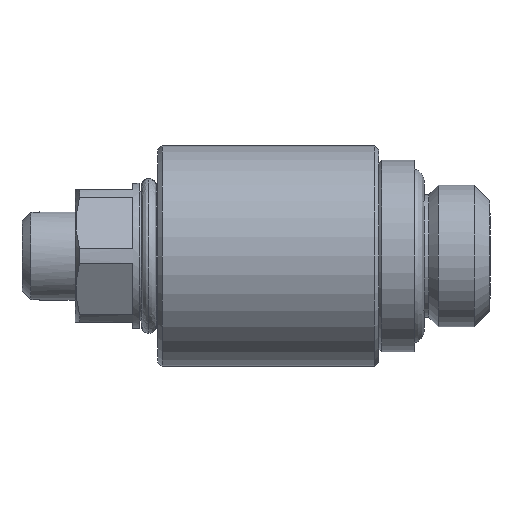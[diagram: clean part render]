
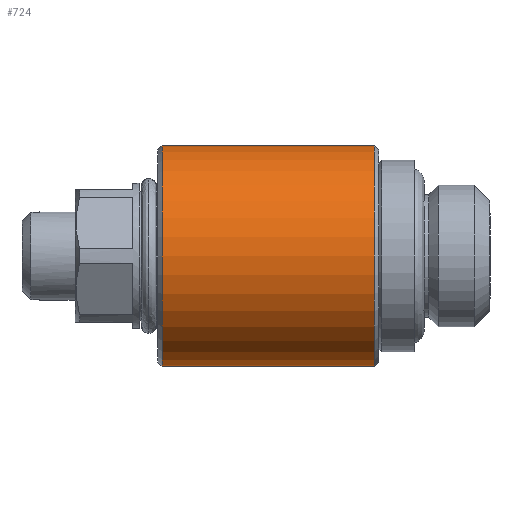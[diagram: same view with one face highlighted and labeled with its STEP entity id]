
A CAD part, left-side view. The second image highlights one B-rep face of the part: STEP entity #724.
In plain terms, the highlighted cylindrical face has radius 7.5 mm (diameter 15 mm), a full revolution.
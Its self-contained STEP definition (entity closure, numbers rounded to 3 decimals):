
#724 = ADVANCED_FACE( 'NONE', ( #1497, #1498, #1499 ), #1500, .T. );
#1497 = FACE_OUTER_BOUND( '', #4343, .T. );
#1498 = FACE_OUTER_BOUND( '', #4344, .T. );
#1499 = FACE_BOUND( '', #4345, .T. );
#1500 = CYLINDRICAL_SURFACE( '', #4346, 7.5 );
#4343 = EDGE_LOOP( '', ( #6493 ) );
#4344 = EDGE_LOOP( '', ( #6494 ) );
#4345 = EDGE_LOOP( '', ( #6495, #6496 ) );
#4346 = AXIS2_PLACEMENT_3D( '', #6497, #6498, #6499 );
#6493 = ORIENTED_EDGE( '', *, *, #6957, .T. );
#6494 = ORIENTED_EDGE( '', *, *, #7128, .T. );
#6495 = ORIENTED_EDGE( '', *, *, #7400, .T. );
#6496 = ORIENTED_EDGE( '', *, *, #7372, .T. );
#6497 = CARTESIAN_POINT( '', ( 0., 5.519, 0. ) );
#6498 = DIRECTION( '', ( 0., -1., 0. ) );
#6499 = DIRECTION( '', ( 0., 0., -1. ) );
#6957 = EDGE_CURVE( 'NONE', #7939, #7939, #7940, .T. );
#7128 = EDGE_CURVE( 'NONE', #8215, #8215, #8216, .T. );
#7372 = EDGE_CURVE( 'NONE', #8512, #8514, #8516, .T. );
#7400 = EDGE_CURVE( 'NONE', #8514, #8512, #8544, .T. );
#7939 = VERTEX_POINT( '', #10084 );
#7940 = CIRCLE( '', #10085, 7.5 );
#8215 = VERTEX_POINT( '', #11291 );
#8216 = CIRCLE( '', #11292, 7.5 );
#8512 = VERTEX_POINT( 'NONE', #12172 );
#8514 = VERTEX_POINT( 'NONE', #12174 );
#8516 = B_SPLINE_CURVE_WITH_KNOTS( '', 3, ( #12176, #12177, #12178, #12179, #12180, #12181, #12182, #12183, #12184, #12185, #12186, #12187, #12188, #12189, #12190, #12191, #12192, #12193, #12194, #12195, #12196, #12197, #12198, #12199, #12200, #12201, #12202, #12203 ), .UNSPECIFIED., .F., .F., ( 4, 1, 1, 1, 1, 1, 1, 1, 1, 1, 1, 1, 1, 1, 1, 1, 1, 1, 1, 1, 1, 1, 1, 1, 1, 4 ), ( 0., 0.013, 0.026, 0.039, 0.051, 0.062, 0.093, 0.125, 0.185, 0.25, 0.312, 0.375, 0.439, 0.5, 0.562, 0.625, 0.686, 0.75, 0.812, 0.875, 0.907, 0.937, 0.953, 0.969, 0.982, 1. ), .UNSPECIFIED. );
#8544 = B_SPLINE_CURVE_WITH_KNOTS( '', 3, ( #12251, #12252, #12253, #12254, #12255, #12256, #12257, #12258, #12259, #12260, #12261, #12262, #12263, #12264, #12265, #12266, #12267, #12268, #12269, #12270, #12271, #12272, #12273, #12274, #12275, #12276, #12277, #12278 ), .UNSPECIFIED., .F., .F., ( 4, 1, 1, 1, 1, 1, 1, 1, 1, 1, 1, 1, 1, 1, 1, 1, 1, 1, 1, 1, 1, 1, 1, 1, 1, 4 ), ( 0., 0.013, 0.026, 0.039, 0.051, 0.062, 0.093, 0.125, 0.185, 0.25, 0.312, 0.375, 0.439, 0.5, 0.562, 0.625, 0.686, 0.75, 0.812, 0.875, 0.907, 0.937, 0.953, 0.969, 0.982, 1. ), .UNSPECIFIED. );
#10084 = CARTESIAN_POINT( '', ( 0., 22.6, -7.5 ) );
#10085 = AXIS2_PLACEMENT_3D( '', #12613, #12614, #12615 );
#11291 = CARTESIAN_POINT( '', ( 0., 8.2, -7.5 ) );
#11292 = AXIS2_PLACEMENT_3D( '', #12738, #12739, #12740 );
#12172 = CARTESIAN_POINT( '', ( 5.165, 16.548, -5.438 ) );
#12174 = CARTESIAN_POINT( '', ( 5.165, 14.249, 5.438 ) );
#12176 = CARTESIAN_POINT( '', ( 5.165, 16.548, -5.438 ) );
#12177 = CARTESIAN_POINT( '', ( 5.15, 16.469, -5.452 ) );
#12178 = CARTESIAN_POINT( '', ( 5.12, 16.314, -5.48 ) );
#12179 = CARTESIAN_POINT( '', ( 5.086, 16.081, -5.512 ) );
#12180 = CARTESIAN_POINT( '', ( 5.062, 15.853, -5.535 ) );
#12181 = CARTESIAN_POINT( '', ( 5.046, 15.63, -5.548 ) );
#12182 = CARTESIAN_POINT( '', ( 5.038, 15.293, -5.556 ) );
#12183 = CARTESIAN_POINT( '', ( 5.062, 14.835, -5.534 ) );
#12184 = CARTESIAN_POINT( '', ( 5.18, 14.097, -5.426 ) );
#12185 = CARTESIAN_POINT( '', ( 5.451, 13.201, -5.162 ) );
#12186 = CARTESIAN_POINT( '', ( 5.889, 12.248, -4.665 ) );
#12187 = CARTESIAN_POINT( '', ( 6.361, 11.399, -4.004 ) );
#12188 = CARTESIAN_POINT( '', ( 6.812, 10.692, -3.19 ) );
#12189 = CARTESIAN_POINT( '', ( 7.185, 10.14, -2.237 ) );
#12190 = CARTESIAN_POINT( '', ( 7.439, 9.785, -1.158 ) );
#12191 = CARTESIAN_POINT( '', ( 7.53, 9.658, -0.01 ) );
#12192 = CARTESIAN_POINT( '', ( 7.442, 9.781, 1.139 ) );
#12193 = CARTESIAN_POINT( '', ( 7.191, 10.133, 2.22 ) );
#12194 = CARTESIAN_POINT( '', ( 6.819, 10.681, 3.175 ) );
#12195 = CARTESIAN_POINT( '', ( 6.369, 11.386, 3.992 ) );
#12196 = CARTESIAN_POINT( '', ( 5.979, 12.086, 4.54 ) );
#12197 = CARTESIAN_POINT( '', ( 5.682, 12.699, 4.899 ) );
#12198 = CARTESIAN_POINT( '', ( 5.51, 13.108, 5.09 ) );
#12199 = CARTESIAN_POINT( '', ( 5.388, 13.444, 5.218 ) );
#12200 = CARTESIAN_POINT( '', ( 5.306, 13.695, 5.301 ) );
#12201 = CARTESIAN_POINT( '', ( 5.232, 13.964, 5.374 ) );
#12202 = CARTESIAN_POINT( '', ( 5.189, 14.147, 5.415 ) );
#12203 = CARTESIAN_POINT( '', ( 5.165, 14.249, 5.438 ) );
#12251 = CARTESIAN_POINT( '', ( 5.165, 14.249, 5.438 ) );
#12252 = CARTESIAN_POINT( '', ( 5.15, 14.328, 5.452 ) );
#12253 = CARTESIAN_POINT( '', ( 5.121, 14.484, 5.48 ) );
#12254 = CARTESIAN_POINT( '', ( 5.087, 14.717, 5.511 ) );
#12255 = CARTESIAN_POINT( '', ( 5.062, 14.945, 5.534 ) );
#12256 = CARTESIAN_POINT( '', ( 5.046, 15.168, 5.548 ) );
#12257 = CARTESIAN_POINT( '', ( 5.038, 15.505, 5.556 ) );
#12258 = CARTESIAN_POINT( '', ( 5.062, 15.963, 5.534 ) );
#12259 = CARTESIAN_POINT( '', ( 5.179, 16.701, 5.426 ) );
#12260 = CARTESIAN_POINT( '', ( 5.45, 17.597, 5.162 ) );
#12261 = CARTESIAN_POINT( '', ( 5.888, 18.551, 4.666 ) );
#12262 = CARTESIAN_POINT( '', ( 6.361, 19.4, 4.005 ) );
#12263 = CARTESIAN_POINT( '', ( 6.811, 20.108, 3.19 ) );
#12264 = CARTESIAN_POINT( '', ( 7.185, 20.66, 2.237 ) );
#12265 = CARTESIAN_POINT( '', ( 7.439, 21.015, 1.158 ) );
#12266 = CARTESIAN_POINT( '', ( 7.53, 21.142, 0.009 ) );
#12267 = CARTESIAN_POINT( '', ( 7.442, 21.019, -1.139 ) );
#12268 = CARTESIAN_POINT( '', ( 7.19, 20.667, -2.221 ) );
#12269 = CARTESIAN_POINT( '', ( 6.818, 20.118, -3.176 ) );
#12270 = CARTESIAN_POINT( '', ( 6.369, 19.413, -3.993 ) );
#12271 = CARTESIAN_POINT( '', ( 5.978, 18.713, -4.541 ) );
#12272 = CARTESIAN_POINT( '', ( 5.681, 18.099, -4.9 ) );
#12273 = CARTESIAN_POINT( '', ( 5.509, 17.691, -5.091 ) );
#12274 = CARTESIAN_POINT( '', ( 5.387, 17.354, -5.219 ) );
#12275 = CARTESIAN_POINT( '', ( 5.305, 17.103, -5.302 ) );
#12276 = CARTESIAN_POINT( '', ( 5.232, 16.834, -5.374 ) );
#12277 = CARTESIAN_POINT( '', ( 5.189, 16.651, -5.415 ) );
#12278 = CARTESIAN_POINT( '', ( 5.165, 16.548, -5.438 ) );
#12613 = CARTESIAN_POINT( '', ( 0., 22.6, 0. ) );
#12614 = DIRECTION( '', ( 0., -1., 0. ) );
#12615 = DIRECTION( '', ( 0., 0., -1. ) );
#12738 = CARTESIAN_POINT( '', ( 0., 8.2, 0. ) );
#12739 = DIRECTION( '', ( 0., 1., 0. ) );
#12740 = DIRECTION( '', ( 0., 0., -1. ) );
